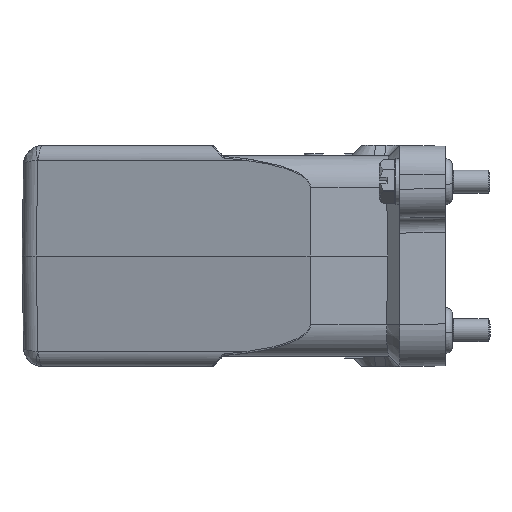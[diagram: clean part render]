
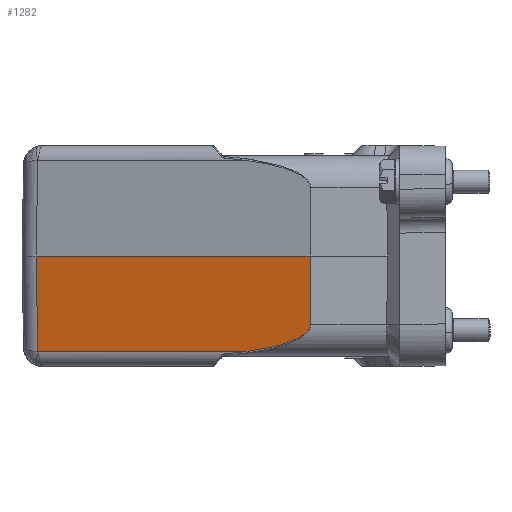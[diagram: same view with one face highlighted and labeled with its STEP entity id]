
A CAD part, left-side view. The second image highlights one B-rep face of the part: STEP entity #1282.
In plain terms, the highlighted planar face has unit normal (-0.966, 0.259, -0.018).
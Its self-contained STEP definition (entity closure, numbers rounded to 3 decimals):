
#696=B_SPLINE_CURVE_WITH_KNOTS('',3,(#14452,#14453,#14454,#14455,#14456,
#14457,#14458,#14459,#14460,#14461,#14462,#14463,#14464,#14465,#14466,#14467,
#14468,#14469,#14470,#14471),.UNSPECIFIED.,.F.,.F.,(4,2,2,2,2,2,2,2,2,4),
(0.,0.031,0.063,0.125,0.188,0.25,0.375,0.5,0.75,1.),.UNSPECIFIED.);
#739=B_SPLINE_CURVE_WITH_KNOTS('',3,(#15500,#15501,#15502,#15503),
 .UNSPECIFIED.,.F.,.F.,(4,4),(0.,1.),.UNSPECIFIED.);
#1282=ADVANCED_FACE('NONE',(#2058),#1730,.T.);
#1730=PLANE('',#9712);
#2058=FACE_OUTER_BOUND('',#2603,.T.);
#2603=EDGE_LOOP('',(#4283,#4284,#4285,#4286,#4287,#4288));
#4283=ORIENTED_EDGE('',*,*,#7461,.T.);
#4284=ORIENTED_EDGE('',*,*,#7462,.T.);
#4285=ORIENTED_EDGE('',*,*,#7463,.T.);
#4286=ORIENTED_EDGE('',*,*,#7464,.F.);
#4287=ORIENTED_EDGE('',*,*,#7253,.F.);
#4288=ORIENTED_EDGE('',*,*,#7251,.F.);
#6246=VERTEX_POINT('',#14434);
#6247=VERTEX_POINT('',#14444);
#6248=VERTEX_POINT('',#14451);
#6353=VERTEX_POINT('',#15495);
#6354=VERTEX_POINT('',#15499);
#6355=VERTEX_POINT('',#15504);
#7251=EDGE_CURVE('NONE',#6246,#6247,#8362,.T.);
#7253=EDGE_CURVE('NONE',#6247,#6248,#696,.T.);
#7461=EDGE_CURVE('NONE',#6246,#6353,#8518,.T.);
#7462=EDGE_CURVE('NONE',#6353,#6354,#8519,.T.);
#7463=EDGE_CURVE('NONE',#6354,#6355,#739,.T.);
#7464=EDGE_CURVE('NONE',#6248,#6355,#8520,.T.);
#8362=LINE('',#14445,#9007);
#8518=LINE('',#15496,#9163);
#8519=LINE('',#15498,#9164);
#8520=LINE('',#15505,#9165);
#9007=VECTOR('',#10723,1.);
#9163=VECTOR('',#11071,1.);
#9164=VECTOR('',#11074,1.);
#9165=VECTOR('',#11075,1.);
#9712=AXIS2_PLACEMENT_3D('',#15506,#11076,#11077);
#10723=DIRECTION('',(0.017,-0.002,-1.));
#11071=DIRECTION('',(0.259,0.966,0.));
#11074=DIRECTION('',(0.013,-0.017,-1.));
#11075=DIRECTION('',(0.259,0.966,0.));
#11076=DIRECTION('',(-0.966,0.259,-0.017));
#11077=DIRECTION('',(-0.259,-0.966,0.));
#14434=CARTESIAN_POINT('',(-61.483,35.49,0.));
#14444=CARTESIAN_POINT('',(-61.17,35.448,-17.948));
#14445=CARTESIAN_POINT('',(-61.489,35.49,0.325));
#14451=CARTESIAN_POINT('',(-56.529,52.287,-25.07));
#14452=CARTESIAN_POINT('',(-61.17,35.448,-17.948));
#14453=CARTESIAN_POINT('',(-61.166,35.448,-18.152));
#14454=CARTESIAN_POINT('',(-61.155,35.477,-18.355));
#14455=CARTESIAN_POINT('',(-61.118,35.586,-18.746));
#14456=CARTESIAN_POINT('',(-61.094,35.666,-18.933));
#14457=CARTESIAN_POINT('',(-61.006,35.957,-19.465));
#14458=CARTESIAN_POINT('',(-60.93,36.218,-19.778));
#14459=CARTESIAN_POINT('',(-60.766,36.793,-20.338));
#14460=CARTESIAN_POINT('',(-60.677,37.108,-20.587));
#14461=CARTESIAN_POINT('',(-60.492,37.767,-21.042));
#14462=CARTESIAN_POINT('',(-60.397,38.11,-21.249));
#14463=CARTESIAN_POINT('',(-60.104,39.163,-21.823));
#14464=CARTESIAN_POINT('',(-59.902,39.895,-22.146));
#14465=CARTESIAN_POINT('',(-59.493,41.384,-22.724));
#14466=CARTESIAN_POINT('',(-59.285,42.142,-22.977));
#14467=CARTESIAN_POINT('',(-58.658,44.436,-23.663));
#14468=CARTESIAN_POINT('',(-58.235,45.992,-24.024));
#14469=CARTESIAN_POINT('',(-57.384,49.126,-24.629));
#14470=CARTESIAN_POINT('',(-56.957,50.704,-24.872));
#14471=CARTESIAN_POINT('',(-56.529,52.287,-25.07));
#15495=CARTESIAN_POINT('',(-42.243,107.295,0.));
#15496=CARTESIAN_POINT('',(-41.25,111.,0.));
#15498=CARTESIAN_POINT('',(-42.243,107.295,0.));
#15499=CARTESIAN_POINT('',(-41.908,106.857,-25.04));
#15500=CARTESIAN_POINT('',(-41.908,106.857,-25.04));
#15501=CARTESIAN_POINT('',(-41.928,106.778,-25.06));
#15502=CARTESIAN_POINT('',(-41.95,106.698,-25.07));
#15503=CARTESIAN_POINT('',(-41.972,106.615,-25.07));
#15504=CARTESIAN_POINT('',(-41.972,106.615,-25.07));
#15505=CARTESIAN_POINT('',(-58.394,45.327,-25.07));
#15506=CARTESIAN_POINT('',(-41.25,111.,0.));
